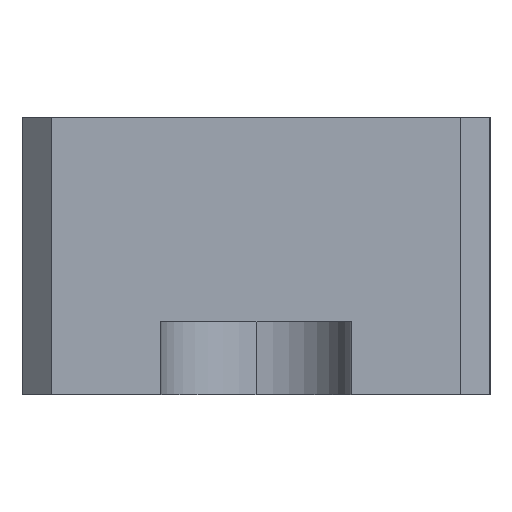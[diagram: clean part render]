
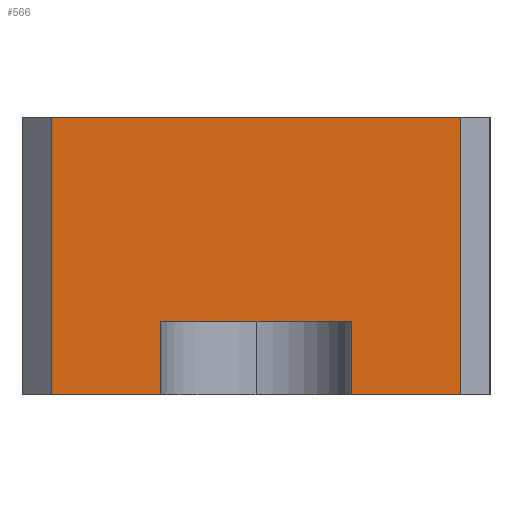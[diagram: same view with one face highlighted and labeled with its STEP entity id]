
A CAD part, left-side view. The second image highlights one B-rep face of the part: STEP entity #566.
In plain terms, the highlighted planar face has unit normal (-1, 0, 0).
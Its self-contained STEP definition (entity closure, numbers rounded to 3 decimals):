
#3 = DIRECTION ( 'NONE',  ( 0., 1., 0. ) ) ;
#26 = CARTESIAN_POINT ( 'NONE',  ( -140., -14., 19. ) ) ;
#34 = LINE ( 'NONE', #122, #634 ) ;
#35 = DIRECTION ( 'NONE',  ( 0., 1., 0. ) ) ;
#44 = DIRECTION ( 'NONE',  ( 0., 0., -1. ) ) ;
#49 = EDGE_CURVE ( 'NONE', #447, #142, #34, .T. ) ;
#54 = ORIENTED_EDGE ( 'NONE', *, *, #706, .F. ) ;
#57 = DIRECTION ( 'NONE',  ( 0., 0., -1. ) ) ;
#61 = VECTOR ( 'NONE', #276, 1000. ) ;
#66 = FACE_OUTER_BOUND ( 'NONE', #160, .T. ) ;
#83 = CARTESIAN_POINT ( 'NONE',  ( -140., -14., 0. ) ) ;
#96 = VERTEX_POINT ( 'NONE', #469 ) ;
#107 = CARTESIAN_POINT ( 'NONE',  ( -140., -14., 19. ) ) ;
#122 = CARTESIAN_POINT ( 'NONE',  ( -140., -14., 19. ) ) ;
#134 = CARTESIAN_POINT ( 'NONE',  ( -140., -14., 0. ) ) ;
#137 = CARTESIAN_POINT ( 'NONE',  ( -140., -6.5, 5. ) ) ;
#142 = VERTEX_POINT ( 'NONE', #134 ) ;
#150 = VECTOR ( 'NONE', #44, 1000. ) ;
#160 = EDGE_LOOP ( 'NONE', ( #639, #214, #230, #552, #221, #274, #54, #527 ) ) ;
#166 = CARTESIAN_POINT ( 'NONE',  ( -140., -14., 5. ) ) ;
#193 = LINE ( 'NONE', #83, #585 ) ;
#214 = ORIENTED_EDGE ( 'NONE', *, *, #521, .T. ) ;
#217 = LINE ( 'NONE', #263, #150 ) ;
#221 = ORIENTED_EDGE ( 'NONE', *, *, #535, .T. ) ;
#230 = ORIENTED_EDGE ( 'NONE', *, *, #611, .F. ) ;
#240 = CARTESIAN_POINT ( 'NONE',  ( -140., -14., 0. ) ) ;
#263 = CARTESIAN_POINT ( 'NONE',  ( -140., 14., 19. ) ) ;
#266 = VECTOR ( 'NONE', #323, 1000. ) ;
#272 = LINE ( 'NONE', #377, #432 ) ;
#274 = ORIENTED_EDGE ( 'NONE', *, *, #278, .T. ) ;
#276 = DIRECTION ( 'NONE',  ( 0., -1., 0. ) ) ;
#278 = EDGE_CURVE ( 'NONE', #550, #96, #217, .T. ) ;
#290 = CARTESIAN_POINT ( 'NONE',  ( -140., 6.5, 19. ) ) ;
#323 = DIRECTION ( 'NONE',  ( 0., 0., -1. ) ) ;
#333 = LINE ( 'NONE', #166, #61 ) ;
#335 = DIRECTION ( 'NONE',  ( 0., 0., -1. ) ) ;
#344 = LINE ( 'NONE', #240, #488 ) ;
#353 = VERTEX_POINT ( 'NONE', #584 ) ;
#375 = EDGE_CURVE ( 'NONE', #483, #675, #333, .T. ) ;
#377 = CARTESIAN_POINT ( 'NONE',  ( -140., -6.5, 19. ) ) ;
#387 = CARTESIAN_POINT ( 'NONE',  ( -140., 6.5, 5. ) ) ;
#414 = EDGE_CURVE ( 'NONE', #483, #470, #440, .T. ) ;
#432 = VECTOR ( 'NONE', #335, 1000. ) ;
#440 = LINE ( 'NONE', #290, #266 ) ;
#447 = VERTEX_POINT ( 'NONE', #26 ) ;
#468 = AXIS2_PLACEMENT_3D ( 'NONE', #107, #538, #57 ) ;
#469 = CARTESIAN_POINT ( 'NONE',  ( -140., 14., 0. ) ) ;
#470 = VERTEX_POINT ( 'NONE', #666 ) ;
#483 = VERTEX_POINT ( 'NONE', #387 ) ;
#488 = VECTOR ( 'NONE', #672, 1000. ) ;
#521 = EDGE_CURVE ( 'NONE', #675, #353, #272, .T. ) ;
#527 = ORIENTED_EDGE ( 'NONE', *, *, #414, .F. ) ;
#535 = EDGE_CURVE ( 'NONE', #447, #550, #547, .T. ) ;
#538 = DIRECTION ( 'NONE',  ( -1., 0., 0. ) ) ;
#547 = LINE ( 'NONE', #586, #673 ) ;
#550 = VERTEX_POINT ( 'NONE', #590 ) ;
#552 = ORIENTED_EDGE ( 'NONE', *, *, #49, .F. ) ;
#565 = DIRECTION ( 'NONE',  ( 0., 0., -1. ) ) ;
#566 = ADVANCED_FACE ( 'NONE', ( #66 ), #654, .T. ) ;
#584 = CARTESIAN_POINT ( 'NONE',  ( -140., -6.5, 0. ) ) ;
#585 = VECTOR ( 'NONE', #35, 1000. ) ;
#586 = CARTESIAN_POINT ( 'NONE',  ( -140., -14., 19. ) ) ;
#590 = CARTESIAN_POINT ( 'NONE',  ( -140., 14., 19. ) ) ;
#611 = EDGE_CURVE ( 'NONE', #142, #353, #193, .T. ) ;
#634 = VECTOR ( 'NONE', #565, 1000. ) ;
#639 = ORIENTED_EDGE ( 'NONE', *, *, #375, .T. ) ;
#654 = PLANE ( 'NONE',  #468 ) ;
#666 = CARTESIAN_POINT ( 'NONE',  ( -140., 6.5, 0. ) ) ;
#672 = DIRECTION ( 'NONE',  ( 0., 1., 0. ) ) ;
#673 = VECTOR ( 'NONE', #3, 1000. ) ;
#675 = VERTEX_POINT ( 'NONE', #137 ) ;
#706 = EDGE_CURVE ( 'NONE', #470, #96, #344, .T. ) ;
